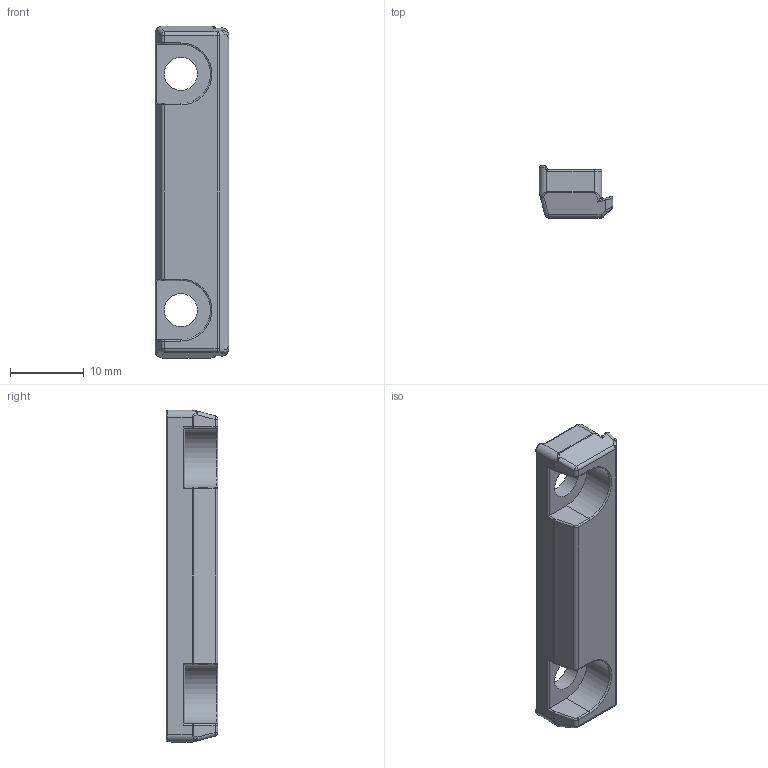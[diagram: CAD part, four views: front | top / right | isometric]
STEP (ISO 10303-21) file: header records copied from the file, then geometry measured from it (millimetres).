
FILE_DESCRIPTION(/* description */ (''),/* implementation_level */ '2;1');
FILE_NAME(/* name */ 'CAD_108219.stp',/* time_stamp */ '2021-01-19T10:01:03+01:00',/* author */ ('Hypex'),/* organization */ ('Hypex'),/* preprocessor_version */ 'ST-DEVELOPER v18',/* originating_system */ 'Autodesk Inventor 2020',/* authorisation */ '');
FILE_SCHEMA (('AUTOMOTIVE_DESIGN { 1 0 10303 214 3 1 1 }'));
Length unit declared in the file: millimetre
Products named in the file (1): CAD_108219
Bounding box: 10 x 7 x 45 mm (x, y, z)
Volume: 2026.7 mm3; surface area: 1619.5 mm2
Topology: 1 solids, 1 shells, 120 faces, 280 edges, 158 vertices
Faces by surface type: cylinder 50, bspline 26, plane 22, torus 14, sphere 8
Full cylindrical faces by diameter (mm): 4.5 x2
Entity records: 4013 total; most frequent: CARTESIAN_POINT 1252, DIRECTION 586, ORIENTED_EDGE 556, EDGE_CURVE 278, AXIS2_PLACEMENT_3D 241, VERTEX_POINT 158, EDGE_LOOP 122, FACE_OUTER_BOUND 120
